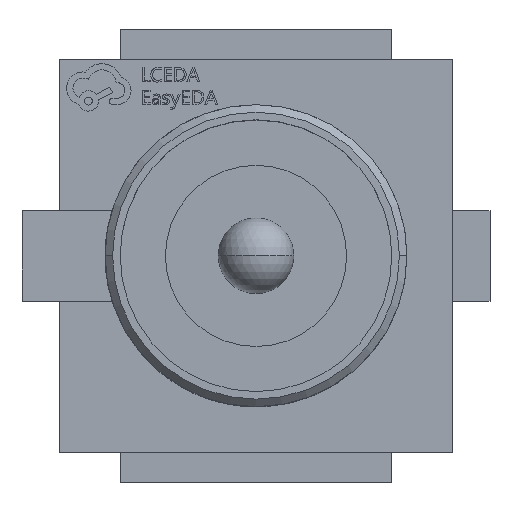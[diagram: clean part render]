
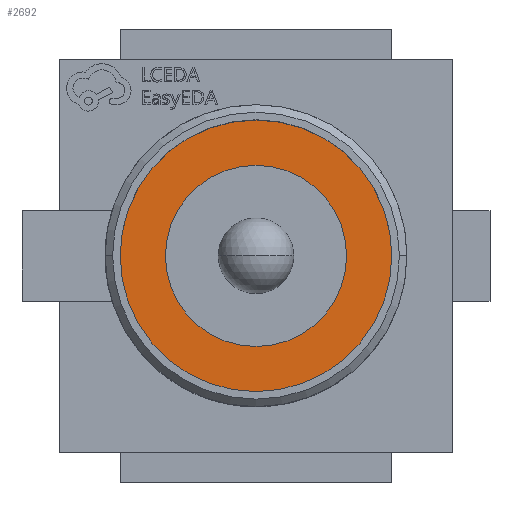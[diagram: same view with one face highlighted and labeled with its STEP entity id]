
A CAD part, top view. The second image highlights one B-rep face of the part: STEP entity #2692.
In plain terms, the highlighted planar face has unit normal (0, 0, 1).
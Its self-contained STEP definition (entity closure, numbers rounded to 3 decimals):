
#302 = DIRECTION ( 'NONE',  ( 0., 0., 1. ) ) ;
#365 = AXIS2_PLACEMENT_3D ( 'NONE', #7167, #10479, #12441 ) ;
#380 = EDGE_CURVE ( 'NONE', #4234, #4368, #9679, .T. ) ;
#1237 = EDGE_CURVE ( 'NONE', #4368, #4234, #1860, .T. ) ;
#1645 = CARTESIAN_POINT ( 'NONE',  ( 0., 0., 0.35 ) ) ;
#1860 = CIRCLE ( 'NONE', #10353, 0.9 ) ;
#1995 = CARTESIAN_POINT ( 'NONE',  ( 0.9, 0., 0.35 ) ) ;
#2154 = ORIENTED_EDGE ( 'NONE', *, *, #1237, .F. ) ;
#2194 = ORIENTED_EDGE ( 'NONE', *, *, #10726, .F. ) ;
#2692 = ADVANCED_FACE ( 'NONE', ( #7101, #3900 ), #12519, .T. ) ;
#2984 = AXIS2_PLACEMENT_3D ( 'NONE', #13339, #6653, #5760 ) ;
#3673 = AXIS2_PLACEMENT_3D ( 'NONE', #8214, #8590, #9651 ) ;
#3900 = FACE_OUTER_BOUND ( 'NONE', #9542, .T. ) ;
#4022 = EDGE_LOOP ( 'NONE', ( #2194, #10844 ) ) ;
#4234 = VERTEX_POINT ( 'NONE', #8794 ) ;
#4362 = CARTESIAN_POINT ( 'NONE',  ( -0.6, 0., 0.35 ) ) ;
#4368 = VERTEX_POINT ( 'NONE', #1995 ) ;
#5760 = DIRECTION ( 'NONE',  ( 1., 0., 0. ) ) ;
#6138 = DIRECTION ( 'NONE',  ( 0., 0., -1. ) ) ;
#6631 = AXIS2_PLACEMENT_3D ( 'NONE', #1645, #302, #6729 ) ;
#6653 = DIRECTION ( 'NONE',  ( 0., 0., 1. ) ) ;
#6729 = DIRECTION ( 'NONE',  ( 1., 0., 0. ) ) ;
#6946 = EDGE_CURVE ( 'NONE', #8636, #7230, #13822, .T. ) ;
#7101 = FACE_BOUND ( 'NONE', #4022, .T. ) ;
#7167 = CARTESIAN_POINT ( 'NONE',  ( 0., 0., 0.35 ) ) ;
#7230 = VERTEX_POINT ( 'NONE', #4362 ) ;
#7464 = ORIENTED_EDGE ( 'NONE', *, *, #380, .F. ) ;
#7892 = CIRCLE ( 'NONE', #2984, 0.6 ) ;
#8214 = CARTESIAN_POINT ( 'NONE',  ( 0., 0., 0.35 ) ) ;
#8563 = CARTESIAN_POINT ( 'NONE',  ( 0.6, 0., 0.35 ) ) ;
#8590 = DIRECTION ( 'NONE',  ( 0., 0., -1. ) ) ;
#8636 = VERTEX_POINT ( 'NONE', #8563 ) ;
#8794 = CARTESIAN_POINT ( 'NONE',  ( -0.9, 0., 0.35 ) ) ;
#9414 = CARTESIAN_POINT ( 'NONE',  ( 0., 0., 0.35 ) ) ;
#9542 = EDGE_LOOP ( 'NONE', ( #7464, #2154 ) ) ;
#9651 = DIRECTION ( 'NONE',  ( 1., 0., 0. ) ) ;
#9679 = CIRCLE ( 'NONE', #3673, 0.9 ) ;
#10353 = AXIS2_PLACEMENT_3D ( 'NONE', #9414, #6138, #10607 ) ;
#10479 = DIRECTION ( 'NONE',  ( 0., 0., 1. ) ) ;
#10607 = DIRECTION ( 'NONE',  ( 1., 0., 0. ) ) ;
#10726 = EDGE_CURVE ( 'NONE', #7230, #8636, #7892, .T. ) ;
#10844 = ORIENTED_EDGE ( 'NONE', *, *, #6946, .F. ) ;
#12441 = DIRECTION ( 'NONE',  ( 1., 0., 0. ) ) ;
#12519 = PLANE ( 'NONE',  #365 ) ;
#13339 = CARTESIAN_POINT ( 'NONE',  ( 0., 0., 0.35 ) ) ;
#13822 = CIRCLE ( 'NONE', #6631, 0.6 ) ;
